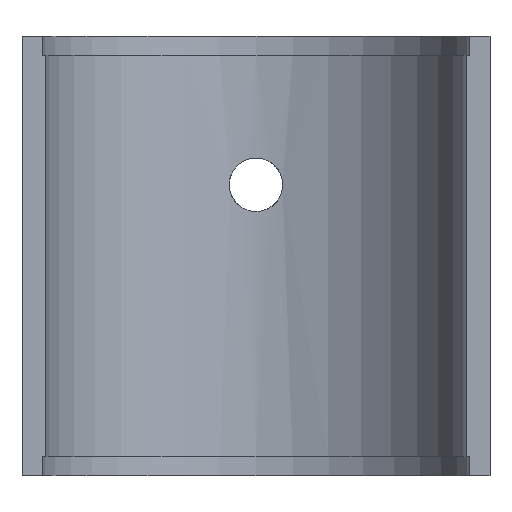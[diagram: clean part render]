
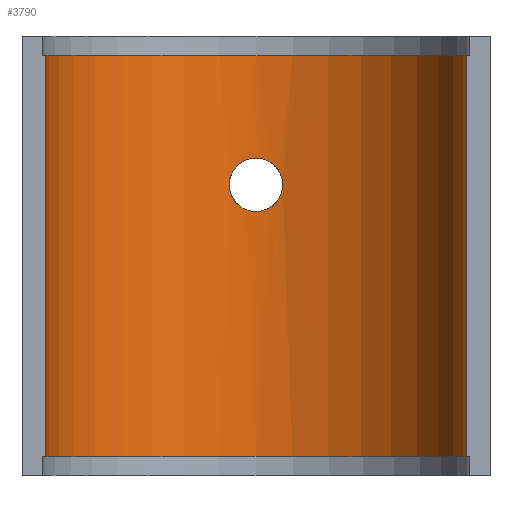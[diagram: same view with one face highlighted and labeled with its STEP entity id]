
A CAD part, front view. The second image highlights one B-rep face of the part: STEP entity #3790.
In plain terms, the highlighted cylindrical face has radius 110 mm (diameter 220 mm), a partial arc.
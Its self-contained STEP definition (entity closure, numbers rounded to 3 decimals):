
#2790=CARTESIAN_POINT('',(110.,0.,9.5));
#2800=VERTEX_POINT('',#2790);
#2880=CARTESIAN_POINT('',(-110.,0.,9.5));
#2890=VERTEX_POINT('',#2880);
#2920=CARTESIAN_POINT('',(0.,0.,9.5));
#2930=DIRECTION('',(0.,-0.,1.));
#2940=DIRECTION('',(1.,0.,0.));
#2950=AXIS2_PLACEMENT_3D('',#2920,#2930,#2940);
#2960=CIRCLE('',#2950,110.);
#2970=EDGE_CURVE('',#2800,#2890,#2960,.T.);
#3020=CARTESIAN_POINT('',(0.,0.,114.5));
#3030=DIRECTION('',(0.,0.,-1.));
#3040=DIRECTION('',(-1.,0.,0.));
#3050=AXIS2_PLACEMENT_3D('',#3020,#3030,#3040);
#3060=CYLINDRICAL_SURFACE('',#3050,110.);
#3070=CARTESIAN_POINT('',(110.,0.,9.5));
#3080=DIRECTION('',(0.,0.,1.));
#3090=VECTOR('',#3080,1.);
#3100=LINE('',#3070,#3090);
#3110=CARTESIAN_POINT('',(110.,0.,219.5));
#3120=VERTEX_POINT('',#3110);
#3130=EDGE_CURVE('',#2800,#3120,#3100,.T.);
#3140=ORIENTED_EDGE('',*,*,#3130,.T.);
#3150=ORIENTED_EDGE('',*,*,#2970,.F.);
#3160=CARTESIAN_POINT('',(-110.,0.,219.5));
#3170=DIRECTION('',(0.,0.,-1.));
#3180=VECTOR('',#3170,1.);
#3190=LINE('',#3160,#3180);
#3200=CARTESIAN_POINT('',(-110.,0.,219.5));
#3210=VERTEX_POINT('',#3200);
#3220=EDGE_CURVE('',#3210,#2890,#3190,.T.);
#3230=ORIENTED_EDGE('',*,*,#3220,.T.);
#3240=CARTESIAN_POINT('',(0.,0.,219.5));
#3250=DIRECTION('',(-0.,0.,-1.));
#3260=DIRECTION('',(-1.,0.,0.));
#3270=AXIS2_PLACEMENT_3D('',#3240,#3250,#3260);
#3280=CIRCLE('',#3270,110.);
#3290=EDGE_CURVE('',#3210,#3120,#3280,.T.);
#3300=ORIENTED_EDGE('',*,*,#3290,.F.);
#3310=EDGE_LOOP('',(#3300,#3230,#3150,#3140));
#3320=FACE_OUTER_BOUND('',#3310,.T.);
#3330=CARTESIAN_POINT('',(6.712,109.795,
164.086));
#3340=CARTESIAN_POINT('',(5.795,109.851,
164.587));
#3350=CARTESIAN_POINT('',(3.848,109.945,
165.383));
#3360=CARTESIAN_POINT('',(0.737,110.013,
165.899));
#3370=CARTESIAN_POINT('',(-2.425,109.987,
165.707));
#3380=CARTESIAN_POINT('',(-5.422,109.879,
164.833));
#3390=CARTESIAN_POINT('',(-8.193,109.704,
163.3));
#3400=CARTESIAN_POINT('',(-10.556,109.499,
161.176));
#3410=CARTESIAN_POINT('',(-12.38,109.306,
158.586));
#3420=CARTESIAN_POINT('',(-13.578,109.159,
155.664));
#3430=CARTESIAN_POINT('',(-14.097,109.095,
152.556));
#3440=CARTESIAN_POINT('',(-13.912,109.117,
149.405));
#3450=CARTESIAN_POINT('',(-13.041,109.227,
146.392));
#3460=CARTESIAN_POINT('',(-11.495,109.403,
143.599));
#3470=CARTESIAN_POINT('',(-9.365,109.609,
141.234));
#3480=CARTESIAN_POINT('',(-7.634,109.739,
140.017));
#3490=CARTESIAN_POINT('',(-6.712,109.795,
139.514));
#3500=B_SPLINE_CURVE_WITH_KNOTS('',3,(#3330,#3340,#3350,#3360,#3370,
#3380,#3390,#3400,#3410,#3420,#3430,#3440,#3450,#3460,#3470,#3480,#3490)
,.UNSPECIFIED.,.F.,.F.,(4,1,1,1,1,1,1,1,1,1,1,1,1,1,4),(0.,
0.071,0.143,0.214,0.286
,0.357,0.429,0.5,0.571,
0.643,0.714,0.786,0.857,
0.929,1.),.UNSPECIFIED.);
#3510=CARTESIAN_POINT('',(6.712,109.795,
164.086));
#3520=VERTEX_POINT('',#3510);
#3530=CARTESIAN_POINT('',(-6.712,109.795,
139.514));
#3540=VERTEX_POINT('',#3530);
#3550=EDGE_CURVE('',#3520,#3540,#3500,.T.);
#3560=ORIENTED_EDGE('',*,*,#3550,.F.);
#3570=CARTESIAN_POINT('',(6.712,109.795,
164.086));
#3580=CARTESIAN_POINT('',(7.655,109.737,
163.571));
#3590=CARTESIAN_POINT('',(9.367,109.609,
162.358));
#3600=CARTESIAN_POINT('',(11.502,109.402,
159.994));
#3610=CARTESIAN_POINT('',(13.032,109.227,
157.216));
#3620=CARTESIAN_POINT('',(13.904,109.118,
154.232));
#3630=CARTESIAN_POINT('',(14.095,109.093,
151.119));
#3640=CARTESIAN_POINT('',(13.605,109.156,
148.037));
#3650=CARTESIAN_POINT('',(12.436,109.298,
145.122));
#3660=CARTESIAN_POINT('',(10.642,109.491,
142.522));
#3670=CARTESIAN_POINT('',(8.308,109.696,
140.387));
#3680=CARTESIAN_POINT('',(5.552,109.873,
138.819));
#3690=CARTESIAN_POINT('',(2.534,109.986,
137.914));
#3700=CARTESIAN_POINT('',(-0.665,110.014,
137.692));
#3710=CARTESIAN_POINT('',(-3.828,109.948,
138.214));
#3720=CARTESIAN_POINT('',(-5.772,109.852,
139.001));
#3730=CARTESIAN_POINT('',(-6.712,109.795,
139.514));
#3740=B_SPLINE_CURVE_WITH_KNOTS('',3,(#3570,#3580,#3590,#3600,#3610,
#3620,#3630,#3640,#3650,#3660,#3670,#3680,#3690,#3700,#3710,#3720,#3730)
,.UNSPECIFIED.,.F.,.F.,(4,1,1,1,1,1,1,1,1,1,1,1,1,1,4),(0.,
0.071,0.143,0.214,0.286
,0.357,0.429,0.5,0.571,
0.643,0.714,0.786,0.857,
0.929,1.),.UNSPECIFIED.);
#3750=EDGE_CURVE('',#3520,#3540,#3740,.T.);
#3760=ORIENTED_EDGE('',*,*,#3750,.T.);
#3770=EDGE_LOOP('',(#3760,#3560));
#3780=FACE_BOUND('',#3770,.T.);
#3790=ADVANCED_FACE('',(#3320,#3780),#3060,.F.);
